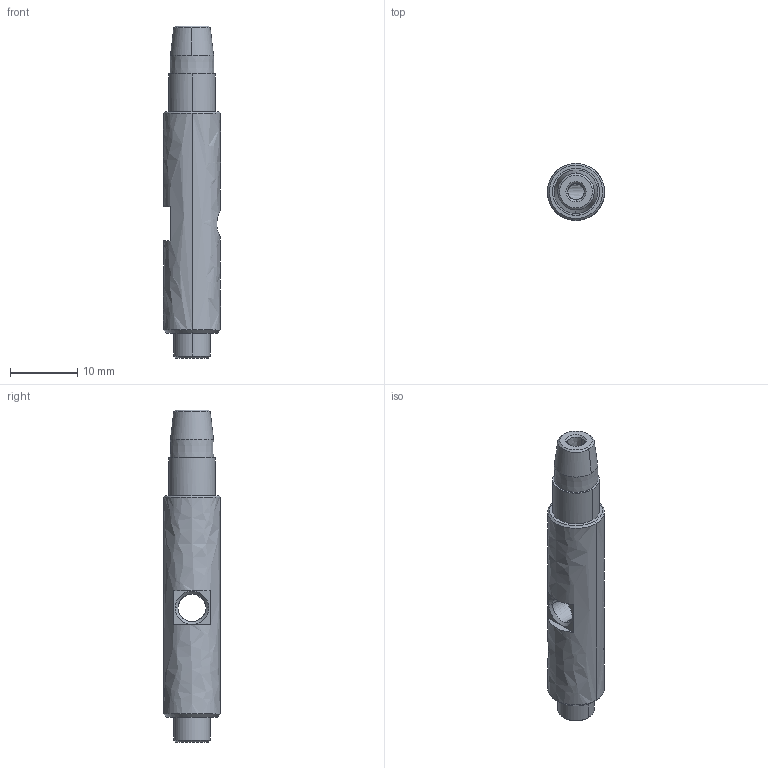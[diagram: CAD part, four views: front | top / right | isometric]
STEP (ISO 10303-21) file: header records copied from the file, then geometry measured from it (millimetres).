
FILE_DESCRIPTION(('FreeCAD Model'),'2;1');
FILE_NAME('Open CASCADE Shape Model','2024-12-11T16:15:14',(''),(''), 'Open CASCADE STEP processor 7.6','FreeCAD','Unknown');
FILE_SCHEMA(('AUTOMOTIVE_DESIGN { 1 0 10303 214 1 1 1 1 }'));
Length unit declared in the file: millimetre
Products named in the file (1): Тіло
Bounding box: 8.5 x 8.5 x 49.5 mm (x, y, z)
Volume: 2122.9 mm3; surface area: 1566.4 mm2
Topology: 1 solids, 1 shells, 33 faces, 69 edges, 42 vertices
Faces by surface type: bspline 31, plane 1, cone 1
Entity records: 1450 total; most frequent: CARTESIAN_POINT 798, ORIENTED_EDGE 138, DIRECTION 97, EDGE_CURVE 69, VERTEX_POINT 42, FACE_BOUND 41, EDGE_LOOP 41, AXIS2_PLACEMENT_3D 34
